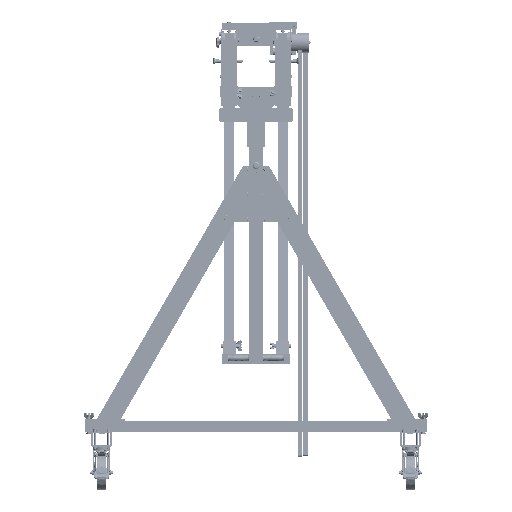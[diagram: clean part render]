
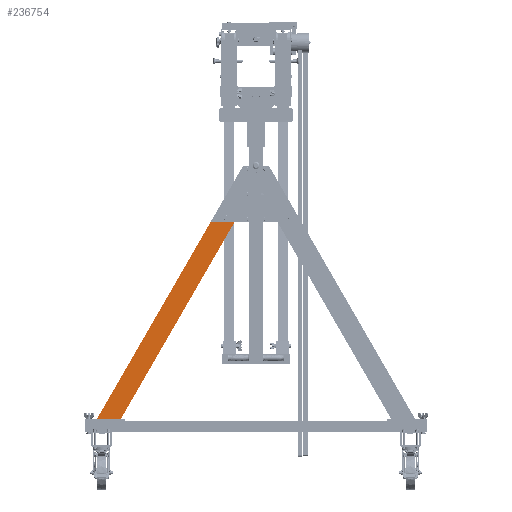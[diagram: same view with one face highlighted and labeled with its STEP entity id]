
A CAD part, front view. The second image highlights one B-rep face of the part: STEP entity #236754.
In plain terms, the highlighted planar face has unit normal (0, -1, 0).
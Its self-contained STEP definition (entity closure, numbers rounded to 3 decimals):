
#18178=LINE('',#334300,#33563);
#18179=LINE('',#334302,#33564);
#18180=LINE('',#334304,#33565);
#18181=LINE('',#334305,#33566);
#33563=VECTOR('',#273853,10.);
#33564=VECTOR('',#273854,10.);
#33565=VECTOR('',#273855,10.);
#33566=VECTOR('',#273856,10.);
#48915=FACE_OUTER_BOUND('',#62774,.T.);
#62774=EDGE_LOOP('',(#145529,#145530,#145531,#145532));
#87555=VERTEX_POINT('',#334298);
#87556=VERTEX_POINT('',#334299);
#87557=VERTEX_POINT('',#334301);
#87558=VERTEX_POINT('',#334303);
#110423=EDGE_CURVE('',#87555,#87556,#18178,.T.);
#110424=EDGE_CURVE('',#87556,#87557,#18179,.T.);
#110425=EDGE_CURVE('',#87557,#87558,#18180,.T.);
#110426=EDGE_CURVE('',#87555,#87558,#18181,.T.);
#145529=ORIENTED_EDGE('',*,*,#110423,.T.);
#145530=ORIENTED_EDGE('',*,*,#110424,.T.);
#145531=ORIENTED_EDGE('',*,*,#110425,.T.);
#145532=ORIENTED_EDGE('',*,*,#110426,.F.);
#215188=PLANE('',#251147);
#236754=ADVANCED_FACE('',(#48915),#215188,.T.);
#251147=AXIS2_PLACEMENT_3D('',#334297,#273851,#273852);
#273851=DIRECTION('center_axis',(0.,-1.,0.));
#273852=DIRECTION('ref_axis',(0.866,0.,-0.5));
#273853=DIRECTION('',(1.,0.,0.));
#273854=DIRECTION('',(0.5,0.,0.866));
#273855=DIRECTION('',(0.,0.,1.));
#273856=DIRECTION('',(0.5,0.,0.866));
#334297=CARTESIAN_POINT('Origin',(-921.402,-40.,-1143.743));
#334298=CARTESIAN_POINT('',(-924.,-40.,-1142.243));
#334299=CARTESIAN_POINT('',(-785.436,-40.,-1142.243));
#334300=CARTESIAN_POINT('',(-922.701,-40.,-1142.243));
#334301=CARTESIAN_POINT('',(-74.,-40.,90.));
#334302=CARTESIAN_POINT('',(-820.077,-40.,-1202.243));
#334303=CARTESIAN_POINT('',(-74.,-40.,330.));
#334304=CARTESIAN_POINT('',(-74.,-40.,-526.872));
#334305=CARTESIAN_POINT('',(-924.,-40.,-1142.243));
